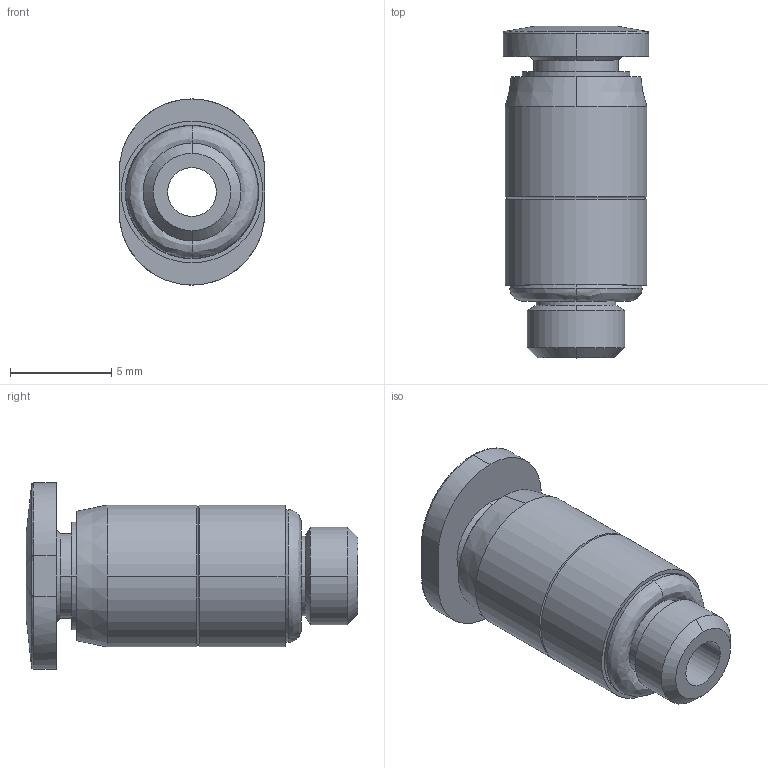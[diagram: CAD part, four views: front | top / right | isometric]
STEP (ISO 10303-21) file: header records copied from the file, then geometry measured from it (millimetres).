
FILE_DESCRIPTION (( 'STEP AP203' ), '1' );
FILE_NAME ('MSR18-10N.step', '2016-02-15T20:01:42', ( '' ), ( '' ), 'SwSTEP 2.0', 'SolidWorks 2015', '' );
FILE_SCHEMA (( 'CONFIG_CONTROL_DESIGN' ));
Length unit declared in the file: inch
Products named in the file (1): MSR18-10N
Bounding box: 7.2 x 16.4 x 9.2 mm (x, y, z)
Volume: 427 mm3; surface area: 714 mm2
Topology: 2 solids, 2 shells, 68 faces, 159 edges, 100 vertices
Faces by surface type: cylinder 21, bspline 20, cone 16, plane 11
Entity records: 3302 total; most frequent: CARTESIAN_POINT 1709, ORIENTED_EDGE 318, DIRECTION 311, EDGE_CURVE 159, AXIS2_PLACEMENT_3D 130, VERTEX_POINT 100, CIRCLE 81, EDGE_LOOP 77
